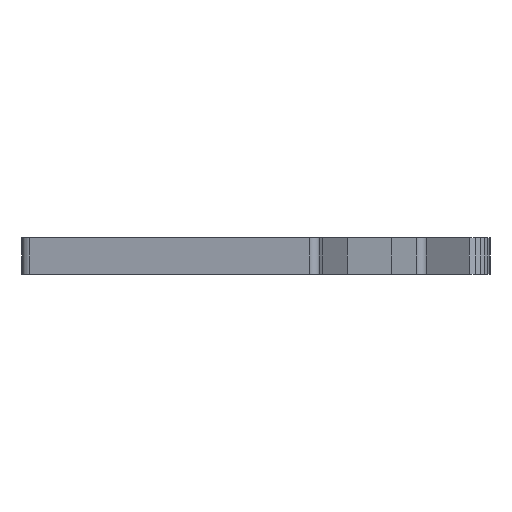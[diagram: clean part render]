
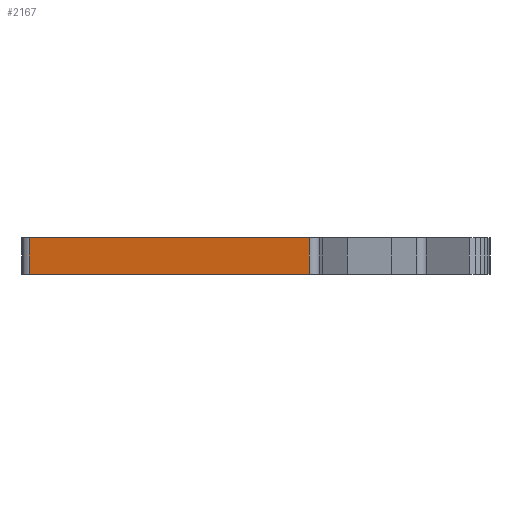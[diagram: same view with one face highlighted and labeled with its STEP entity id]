
A CAD part, left-side view. The second image highlights one B-rep face of the part: STEP entity #2167.
In plain terms, the highlighted planar face has unit normal (-0.986, 0.166, 0).
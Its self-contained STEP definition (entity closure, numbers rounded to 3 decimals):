
#118=PLANE('',#2315);
#221=FACE_OUTER_BOUND('',#325,.T.);
#325=EDGE_LOOP('',(#1886,#1887,#1888,#1889));
#615=LINE('',#3462,#889);
#616=LINE('',#3465,#890);
#617=LINE('',#3467,#891);
#618=LINE('',#3468,#892);
#889=VECTOR('',#2845,10.);
#890=VECTOR('',#2848,10.);
#891=VECTOR('',#2849,10.);
#892=VECTOR('',#2850,10.);
#1127=VERTEX_POINT('',#3458);
#1128=VERTEX_POINT('',#3460);
#1129=VERTEX_POINT('',#3464);
#1130=VERTEX_POINT('',#3466);
#1429=EDGE_CURVE('',#1127,#1128,#615,.T.);
#1430=EDGE_CURVE('',#1129,#1127,#616,.T.);
#1431=EDGE_CURVE('',#1130,#1128,#617,.T.);
#1432=EDGE_CURVE('',#1129,#1130,#618,.T.);
#1886=ORIENTED_EDGE('',*,*,#1430,.T.);
#1887=ORIENTED_EDGE('',*,*,#1429,.T.);
#1888=ORIENTED_EDGE('',*,*,#1431,.F.);
#1889=ORIENTED_EDGE('',*,*,#1432,.F.);
#2167=ADVANCED_FACE('',(#221),#118,.T.);
#2315=AXIS2_PLACEMENT_3D('',#3463,#2846,#2847);
#2845=DIRECTION('',(0.,0.,1.));
#2846=DIRECTION('center_axis',(-0.986,0.166,0.));
#2847=DIRECTION('ref_axis',(-0.166,-0.986,0.));
#2848=DIRECTION('',(-0.166,-0.986,0.));
#2849=DIRECTION('',(-0.166,-0.986,0.));
#2850=DIRECTION('',(0.,0.,1.));
#3458=CARTESIAN_POINT('',(23.147,-90.062,-8.6));
#3460=CARTESIAN_POINT('',(23.147,-90.062,0.));
#3462=CARTESIAN_POINT('',(23.147,-90.062,-8.6));
#3463=CARTESIAN_POINT('Origin',(34.344,-23.702,-8.6));
#3464=CARTESIAN_POINT('',(34.344,-23.702,-8.6));
#3465=CARTESIAN_POINT('',(34.344,-23.702,-8.6));
#3466=CARTESIAN_POINT('',(34.344,-23.702,0.));
#3467=CARTESIAN_POINT('',(34.344,-23.702,0.));
#3468=CARTESIAN_POINT('',(34.344,-23.702,-8.6));
